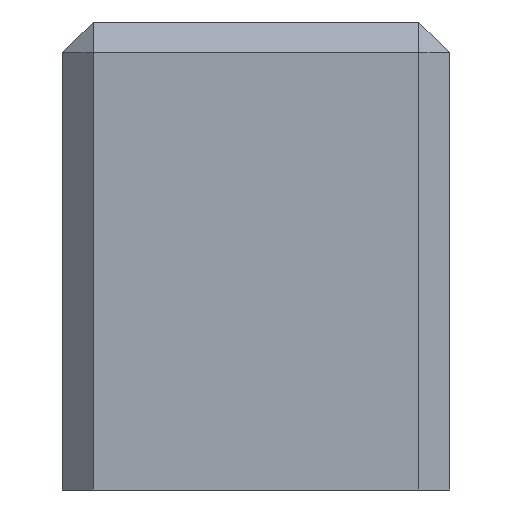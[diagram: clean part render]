
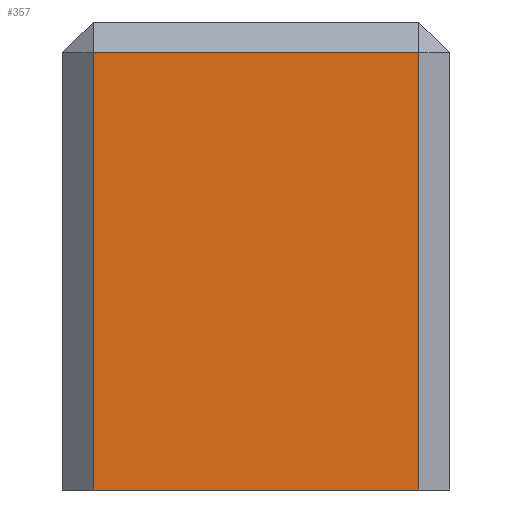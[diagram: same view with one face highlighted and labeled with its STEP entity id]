
A CAD part, front view. The second image highlights one B-rep face of the part: STEP entity #357.
In plain terms, the highlighted planar face has unit normal (0, -1, 0).
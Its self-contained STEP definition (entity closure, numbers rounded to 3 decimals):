
#337=AXIS2_PLACEMENT_3D('Plane Axis2P3D',#334,#335,#336) ;
#246=CARTESIAN_POINT('Vertex',(-34.058,18.545,11.3)) ;
#276=CARTESIAN_POINT('Vertex',(-34.058,18.545,0.)) ;
#279=CARTESIAN_POINT('Line Origine',(-34.058,18.545,5.65)) ;
#305=CARTESIAN_POINT('Vertex',(-25.644,18.545,0.)) ;
#310=CARTESIAN_POINT('Line Origine',(-29.851,18.545,0.)) ;
#334=CARTESIAN_POINT('Axis2P3D Location',(-24.844,18.545,0.)) ;
#339=CARTESIAN_POINT('Line Origine',(-25.644,18.545,5.65)) ;
#343=CARTESIAN_POINT('Vertex',(-25.644,18.545,11.3)) ;
#346=CARTESIAN_POINT('Line Origine',(-29.851,18.545,11.3)) ;
#280=DIRECTION('Vector Direction',(0.,0.,1.)) ;
#311=DIRECTION('Vector Direction',(-1.,0.,0.)) ;
#335=DIRECTION('Axis2P3D Direction',(0.,1.,-0.)) ;
#336=DIRECTION('Axis2P3D XDirection',(-1.,0.,0.)) ;
#340=DIRECTION('Vector Direction',(0.,0.,1.)) ;
#347=DIRECTION('Vector Direction',(-1.,0.,0.)) ;
#281=VECTOR('Line Direction',#280,1.) ;
#312=VECTOR('Line Direction',#311,1.) ;
#341=VECTOR('Line Direction',#340,1.) ;
#348=VECTOR('Line Direction',#347,1.) ;
#352=ORIENTED_EDGE('',*,*,#345,.T.) ;
#353=ORIENTED_EDGE('',*,*,#350,.F.) ;
#354=ORIENTED_EDGE('',*,*,#283,.F.) ;
#355=ORIENTED_EDGE('',*,*,#314,.T.) ;
#357=ADVANCED_FACE('Body.2',(#356),#338,.F.) ;
#283=EDGE_CURVE('',#277,#247,#282,.T.) ;
#314=EDGE_CURVE('',#277,#306,#313,.F.) ;
#345=EDGE_CURVE('',#306,#344,#342,.T.) ;
#350=EDGE_CURVE('',#247,#344,#349,.F.) ;
#351=EDGE_LOOP('',(#352,#353,#354,#355)) ;
#356=FACE_OUTER_BOUND('',#351,.T.) ;
#282=LINE('Line',#279,#281) ;
#313=LINE('Line',#310,#312) ;
#342=LINE('Line',#339,#341) ;
#349=LINE('Line',#346,#348) ;
#338=PLANE('',#337) ;
#247=VERTEX_POINT('',#246) ;
#277=VERTEX_POINT('',#276) ;
#306=VERTEX_POINT('',#305) ;
#344=VERTEX_POINT('',#343) ;
